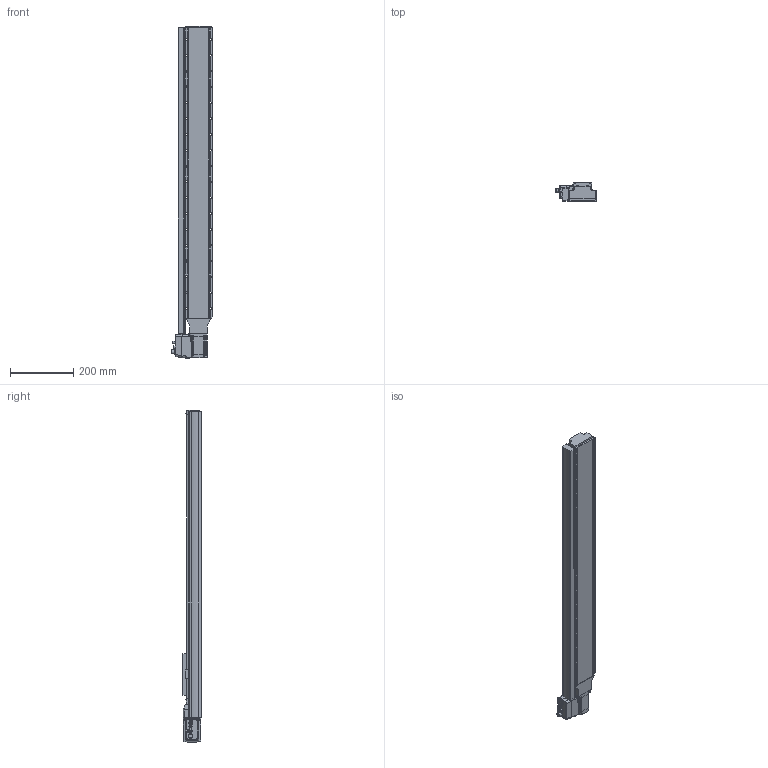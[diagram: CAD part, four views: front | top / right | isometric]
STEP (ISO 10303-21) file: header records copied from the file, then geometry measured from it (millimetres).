
FILE_DESCRIPTION (( 'STEP AP203' ), '1' );
FILE_NAME ('X-LRT0750xL-AE53C.step', '2023-05-25T20:48:35', ( '' ), ( '' ), 'SwSTEP 2.0', 'SolidWorks 2019', '' );
FILE_SCHEMA (( 'CONFIG_CONTROL_DESIGN' ));
Length unit declared in the file: millimetre
Products named in the file (4): LRT_base^LRT_LRT0750-AE; LRT_carriage^LRT_LRT-AE; X-LRT0750xL-AE53C; LRT_motor^LRT_X-LRT
Assembly tree (3 placements, depth 2):
  X-LRT0750xL-AE53C
    LRT_base^LRT_LRT0750-AE
    LRT_motor^LRT_X-LRT
    LRT_carriage^LRT_LRT-AE
Bounding box: 131 x 58 x 1049 mm (x, y, z)
Volume: 4087314.7 mm3; surface area: 705599.6 mm2
Topology: 37 solids, 37 shells, 1050 faces, 2744 edges, 1814 vertices
Faces by surface type: plane 624, cylinder 394, bspline 18, cone 6, sphere 4, torus 4
Entity records: 33833 total; most frequent: CARTESIAN_POINT 7147, DIRECTION 5498, ORIENTED_EDGE 5456, EDGE_CURVE 2728, AXIS2_PLACEMENT_3D 1886, VERTEX_POINT 1806, LINE 1726, VECTOR 1726
